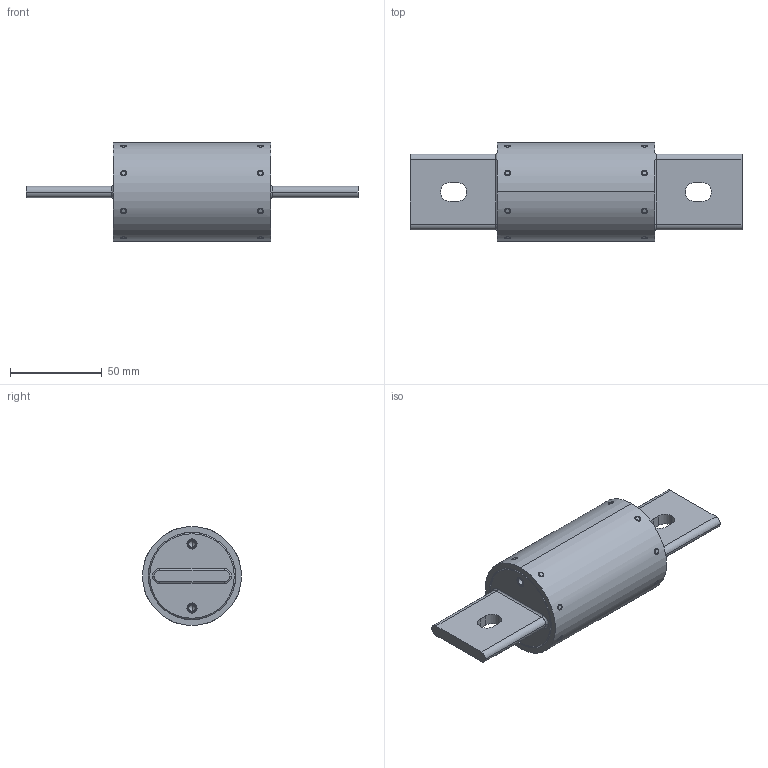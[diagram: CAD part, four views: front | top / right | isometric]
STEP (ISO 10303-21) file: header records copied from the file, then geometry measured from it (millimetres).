
FILE_DESCRIPTION (( 'STEP AP214' ), '1' );
FILE_NAME ('701854.STEP', '2023-03-10T20:36:35', ( '' ), ( '' ), 'SwSTEP 2.0', 'SolidWorks 2021', '' );
FILE_SCHEMA (( 'AUTOMOTIVE_DESIGN' ));
Length unit declared in the file: inch
Products named in the file (6): 23602_23602; 9399_9399; 701854; 250427_-001; 13103
Assembly tree (23 placements, depth 2):
  701854
    13103
    250427_-001
    250427_-001
    23602_23602  x16
    9399_9399  x4
Bounding box: 180.97 x 53.98 x 53.98 mm (x, y, z)
Volume: 104000.5 mm3; surface area: 52381.6 mm2
Topology: 23 solids, 23 shells, 1960 faces, 5662 edges, 3750 vertices
Faces by surface type: cylinder 818, plane 464, sphere 336, bspline 192, cone 142, torus 8
Entity records: 17499 total; most frequent: CARTESIAN_POINT 6129, ORIENTED_EDGE 1760, DIRECTION 1567, EDGE_CURVE 880, AXIS2_PLACEMENT_3D 621, VERTEX_POINT 571, EDGE_LOOP 407, FACE_OUTER_BOUND 341
